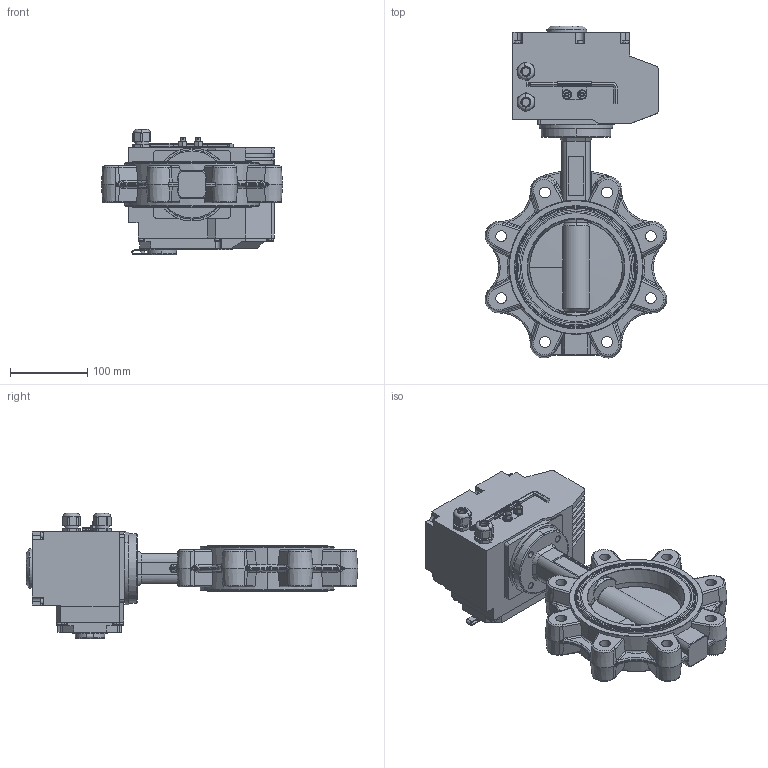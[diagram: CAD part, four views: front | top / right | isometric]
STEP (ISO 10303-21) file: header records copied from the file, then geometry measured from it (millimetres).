
FILE_DESCRIPTION (( 'STEP AP203' ), '1' );
FILE_NAME ('L9.000125E16C.STEP', '2023-03-08T08:05:41', ( '' ), ( '' ), 'SwSTEP 2.0', 'SolidWorks 2017', '' );
FILE_SCHEMA (( 'CONFIG_CONTROL_DESIGN' ));
Products named in the file (1): L9.000125E16C
Bounding box: 235.51 x 430.77 x 162.5 mm (x, y, z)
Volume: 3973034.4 mm3; surface area: 331847.7 mm2
Topology: 1 solids, 14 shells, 1287 faces, 3222 edges, 1953 vertices
Faces by surface type: plane 555, cylinder 321, cone 194, torus 137, bspline 80
Entity records: 41640 total; most frequent: CARTESIAN_POINT 11689, ORIENTED_EDGE 6300, DIRECTION 6217, EDGE_CURVE 3150, AXIS2_PLACEMENT_3D 2347, VERTEX_POINT 1953, VECTOR 1523, LINE 1523
